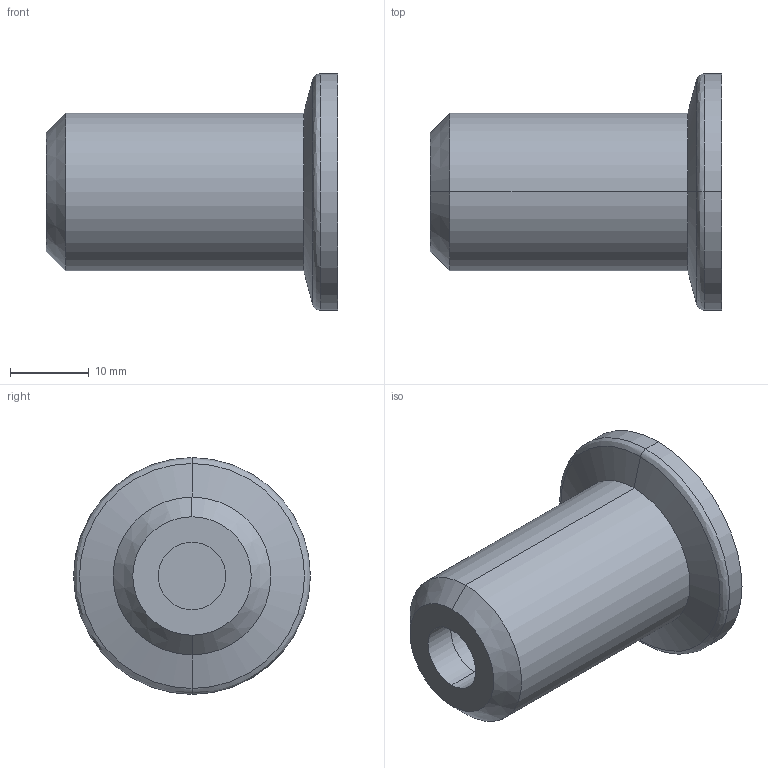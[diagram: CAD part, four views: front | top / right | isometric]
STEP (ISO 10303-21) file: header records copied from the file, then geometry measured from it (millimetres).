
FILE_DESCRIPTION (( 'STEP AP214' ), '1' );
FILE_NAME ('PFI30032.step', '2017-07-10T07:04:44', ( 'install' ), ( '' ), 'SwSTEP 2.0', 'SolidWorks 2015', '' );
FILE_SCHEMA (( 'AUTOMOTIVE_DESIGN' ));
Length unit declared in the file: millimetre
Products named in the file (1): PFI30032
Bounding box: 37 x 30 x 30 mm (x, y, z)
Volume: 10037.3 mm3; surface area: 4938 mm2
Topology: 1 solids, 1 shells, 43 faces, 101 edges, 64 vertices
Faces by surface type: cylinder 24, plane 13, cone 4, bspline 2
Entity records: 1317 total; most frequent: DIRECTION 243, CARTESIAN_POINT 239, ORIENTED_EDGE 202, EDGE_CURVE 101, AXIS2_PLACEMENT_3D 100, VERTEX_POINT 64, CIRCLE 58, EDGE_LOOP 51
